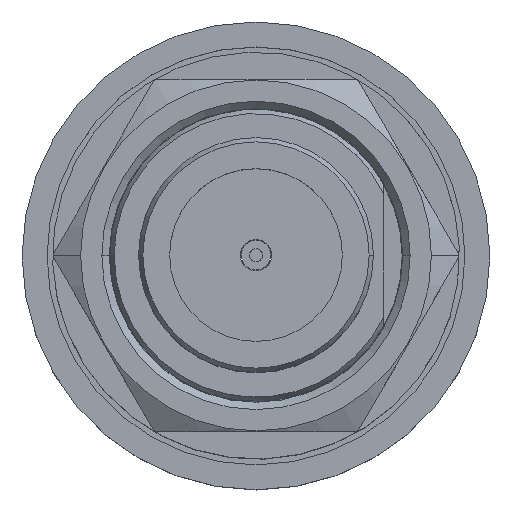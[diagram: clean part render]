
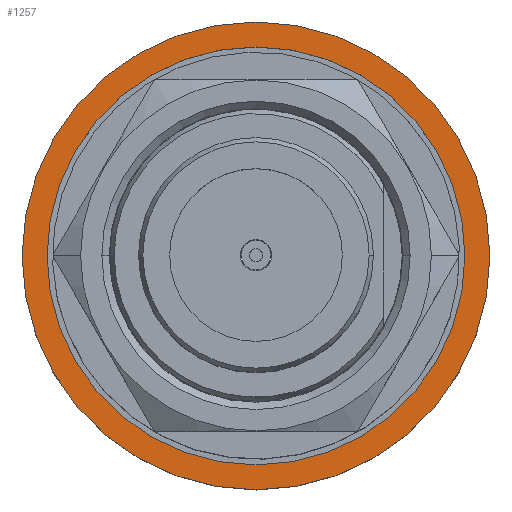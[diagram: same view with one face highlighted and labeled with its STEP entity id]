
A CAD part, top view. The second image highlights one B-rep face of the part: STEP entity #1257.
In plain terms, the highlighted planar face has unit normal (0, 0, 1).
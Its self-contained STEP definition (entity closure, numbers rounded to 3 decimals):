
#35 = CARTESIAN_POINT ( 'NONE',  ( 148.5, 105., -2.95 ) ) ;
#46 = EDGE_LOOP ( 'NONE', ( #1262, #429 ) ) ;
#105 = CIRCLE ( 'NONE', #2425, 5.65 ) ;
#116 = VERTEX_POINT ( 'NONE', #900 ) ;
#127 = EDGE_CURVE ( 'NONE', #508, #116, #1326, .T. ) ;
#137 = CARTESIAN_POINT ( 'NONE',  ( 154.825, 105., -2.95 ) ) ;
#327 = CIRCLE ( 'NONE', #1306, 6.325 ) ;
#429 = ORIENTED_EDGE ( 'NONE', *, *, #127, .T. ) ;
#508 = VERTEX_POINT ( 'NONE', #780 ) ;
#520 = CARTESIAN_POINT ( 'NONE',  ( 148.5, 105., -2.95 ) ) ;
#707 = DIRECTION ( 'NONE',  ( 0., 0., -1. ) ) ;
#710 = AXIS2_PLACEMENT_3D ( 'NONE', #759, #3735, #2963 ) ;
#759 = CARTESIAN_POINT ( 'NONE',  ( 148.5, 105., -2.95 ) ) ;
#779 = ORIENTED_EDGE ( 'NONE', *, *, #1634, .T. ) ;
#780 = CARTESIAN_POINT ( 'NONE',  ( 148.5, 110.65, -2.95 ) ) ;
#900 = CARTESIAN_POINT ( 'NONE',  ( 148.5, 99.35, -2.95 ) ) ;
#1180 = DIRECTION ( 'NONE',  ( 0., -1., 0. ) ) ;
#1257 = ADVANCED_FACE ( 'NONE', ( #3007, #3455 ), #3684, .T. ) ;
#1262 = ORIENTED_EDGE ( 'NONE', *, *, #1650, .T. ) ;
#1269 = DIRECTION ( 'NONE',  ( 0., 0., 1. ) ) ;
#1306 = AXIS2_PLACEMENT_3D ( 'NONE', #1712, #2924, #2338 ) ;
#1326 = CIRCLE ( 'NONE', #1596, 5.65 ) ;
#1592 = VERTEX_POINT ( 'NONE', #137 ) ;
#1596 = AXIS2_PLACEMENT_3D ( 'NONE', #2202, #1934, #3564 ) ;
#1634 = EDGE_CURVE ( 'NONE', #1955, #1592, #2087, .T. ) ;
#1650 = EDGE_CURVE ( 'NONE', #116, #508, #105, .T. ) ;
#1712 = CARTESIAN_POINT ( 'NONE',  ( 148.5, 105., -2.95 ) ) ;
#1713 = ORIENTED_EDGE ( 'NONE', *, *, #2236, .T. ) ;
#1934 = DIRECTION ( 'NONE',  ( 0., 0., -1. ) ) ;
#1955 = VERTEX_POINT ( 'NONE', #3737 ) ;
#2018 = AXIS2_PLACEMENT_3D ( 'NONE', #35, #1269, #2888 ) ;
#2087 = CIRCLE ( 'NONE', #2018, 6.325 ) ;
#2202 = CARTESIAN_POINT ( 'NONE',  ( 148.5, 105., -2.95 ) ) ;
#2236 = EDGE_CURVE ( 'NONE', #1592, #1955, #327, .T. ) ;
#2338 = DIRECTION ( 'NONE',  ( -1., 0., 0. ) ) ;
#2425 = AXIS2_PLACEMENT_3D ( 'NONE', #520, #707, #1180 ) ;
#2640 = EDGE_LOOP ( 'NONE', ( #779, #1713 ) ) ;
#2888 = DIRECTION ( 'NONE',  ( -1., 0., 0. ) ) ;
#2924 = DIRECTION ( 'NONE',  ( 0., 0., 1. ) ) ;
#2963 = DIRECTION ( 'NONE',  ( 1., 0., 0. ) ) ;
#3007 = FACE_OUTER_BOUND ( 'NONE', #2640, .T. ) ;
#3455 = FACE_BOUND ( 'NONE', #46, .T. ) ;
#3564 = DIRECTION ( 'NONE',  ( 0., -1., 0. ) ) ;
#3684 = PLANE ( 'NONE',  #710 ) ;
#3735 = DIRECTION ( 'NONE',  ( 0., 0., 1. ) ) ;
#3737 = CARTESIAN_POINT ( 'NONE',  ( 142.175, 105., -2.95 ) ) ;
